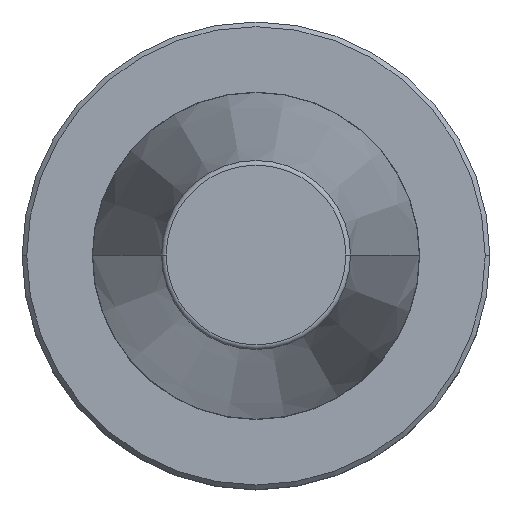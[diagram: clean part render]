
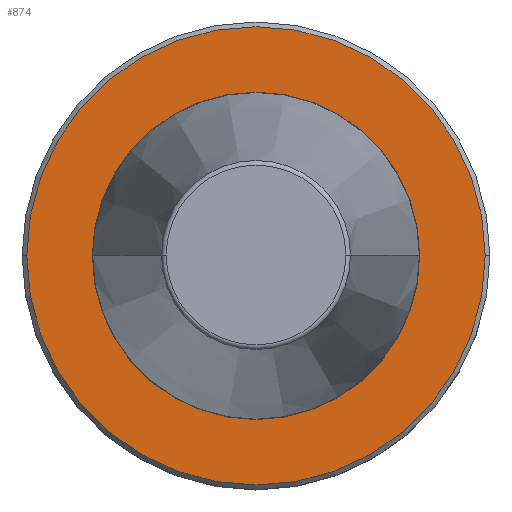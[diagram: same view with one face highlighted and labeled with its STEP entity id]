
A CAD part, top view. The second image highlights one B-rep face of the part: STEP entity #874.
In plain terms, the highlighted planar face has unit normal (0, 0, 1).
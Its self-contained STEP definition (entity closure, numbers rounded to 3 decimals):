
#12 = CARTESIAN_POINT ( 'NONE',  ( 0., 0., -3. ) ) ;
#35 = AXIS2_PLACEMENT_3D ( 'NONE', #620, #156, #696 ) ;
#92 = AXIS2_PLACEMENT_3D ( 'NONE', #653, #184, #718 ) ;
#93 = DIRECTION ( 'NONE',  ( 1., 0., 0. ) ) ;
#126 = VERTEX_POINT ( 'NONE', #173 ) ;
#131 = EDGE_CURVE ( 'NONE', #466, #126, #582, .T. ) ;
#152 = EDGE_CURVE ( 'NONE', #126, #466, #660, .T. ) ;
#156 = DIRECTION ( 'NONE',  ( 0., 0., 1. ) ) ;
#173 = CARTESIAN_POINT ( 'NONE',  ( -49., 0., -3. ) ) ;
#184 = DIRECTION ( 'NONE',  ( 0., 0., 1. ) ) ;
#190 = AXIS2_PLACEMENT_3D ( 'NONE', #426, #887, #433 ) ;
#230 = AXIS2_PLACEMENT_3D ( 'NONE', #306, #851, #393 ) ;
#299 = EDGE_CURVE ( 'NONE', #964, #844, #356, .T. ) ;
#306 = CARTESIAN_POINT ( 'NONE',  ( 0., 0., -3. ) ) ;
#356 = CIRCLE ( 'NONE', #968, 35. ) ;
#389 = ORIENTED_EDGE ( 'NONE', *, *, #492, .F. ) ;
#393 = DIRECTION ( 'NONE',  ( 1., 0., 0. ) ) ;
#426 = CARTESIAN_POINT ( 'NONE',  ( 0., 35., -3. ) ) ;
#433 = DIRECTION ( 'NONE',  ( -1., 0., 0. ) ) ;
#466 = VERTEX_POINT ( 'NONE', #513 ) ;
#486 = EDGE_LOOP ( 'NONE', ( #659, #389 ) ) ;
#492 = EDGE_CURVE ( 'NONE', #844, #964, #895, .T. ) ;
#513 = CARTESIAN_POINT ( 'NONE',  ( 49., 0., -3. ) ) ;
#547 = DIRECTION ( 'NONE',  ( 0., 0., 1. ) ) ;
#581 = FACE_BOUND ( 'NONE', #486, .T. ) ;
#582 = CIRCLE ( 'NONE', #35, 49. ) ;
#595 = EDGE_LOOP ( 'NONE', ( #646, #916 ) ) ;
#620 = CARTESIAN_POINT ( 'NONE',  ( 0., 0., -3. ) ) ;
#646 = ORIENTED_EDGE ( 'NONE', *, *, #152, .T. ) ;
#653 = CARTESIAN_POINT ( 'NONE',  ( 0., 0., -3. ) ) ;
#659 = ORIENTED_EDGE ( 'NONE', *, *, #299, .F. ) ;
#660 = CIRCLE ( 'NONE', #92, 49. ) ;
#690 = CARTESIAN_POINT ( 'NONE',  ( -35., 0., -3. ) ) ;
#696 = DIRECTION ( 'NONE',  ( 1., 0., 0. ) ) ;
#718 = DIRECTION ( 'NONE',  ( 1., 0., 0. ) ) ;
#719 = CARTESIAN_POINT ( 'NONE',  ( 35., 0., -3. ) ) ;
#844 = VERTEX_POINT ( 'NONE', #690 ) ;
#851 = DIRECTION ( 'NONE',  ( 0., 0., 1. ) ) ;
#859 = FACE_OUTER_BOUND ( 'NONE', #595, .T. ) ;
#874 = ADVANCED_FACE ( 'NONE', ( #581, #859 ), #963, .F. ) ;
#887 = DIRECTION ( 'NONE',  ( 0., 0., -1. ) ) ;
#895 = CIRCLE ( 'NONE', #230, 35. ) ;
#916 = ORIENTED_EDGE ( 'NONE', *, *, #131, .T. ) ;
#963 = PLANE ( 'NONE',  #190 ) ;
#964 = VERTEX_POINT ( 'NONE', #719 ) ;
#968 = AXIS2_PLACEMENT_3D ( 'NONE', #12, #547, #93 ) ;
